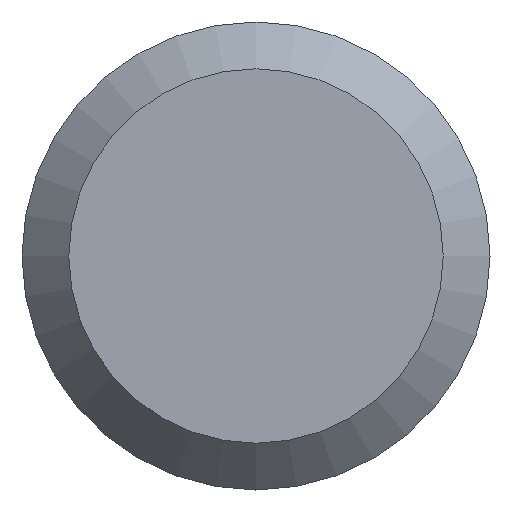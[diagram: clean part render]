
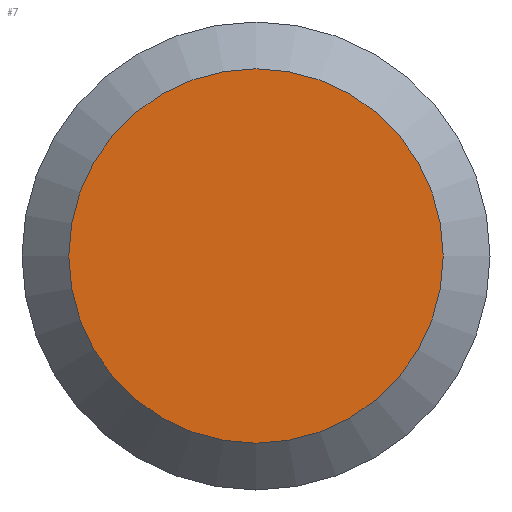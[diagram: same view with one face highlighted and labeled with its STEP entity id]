
A CAD part, left-side view. The second image highlights one B-rep face of the part: STEP entity #7.
In plain terms, the highlighted planar face has unit normal (-1, 0, 0).
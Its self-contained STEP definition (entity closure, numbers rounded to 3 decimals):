
#7 = ADVANCED_FACE ( 'NONE', ( #103 ), #34, .F. ) ;
#29 = AXIS2_PLACEMENT_3D ( 'NONE', #81, #93, #145 ) ;
#31 = CIRCLE ( 'NONE', #208, 0.8 ) ;
#34 = PLANE ( 'NONE',  #29 ) ;
#41 = ORIENTED_EDGE ( 'NONE', *, *, #73, .T. ) ;
#73 = EDGE_CURVE ( 'NONE', #194, #194, #31, .T. ) ;
#78 = CARTESIAN_POINT ( 'NONE',  ( 0., 0., 0. ) ) ;
#81 = CARTESIAN_POINT ( 'NONE',  ( 0., 1., 0. ) ) ;
#93 = DIRECTION ( 'NONE',  ( 1., 0., 0. ) ) ;
#94 = DIRECTION ( 'NONE',  ( 0., 0., -1. ) ) ;
#101 = CARTESIAN_POINT ( 'NONE',  ( 0., 0., -0.8 ) ) ;
#103 = FACE_OUTER_BOUND ( 'NONE', #212, .T. ) ;
#145 = DIRECTION ( 'NONE',  ( 0., 0., -1. ) ) ;
#184 = DIRECTION ( 'NONE',  ( -1., 0., 0. ) ) ;
#194 = VERTEX_POINT ( 'NONE', #101 ) ;
#208 = AXIS2_PLACEMENT_3D ( 'NONE', #78, #184, #94 ) ;
#212 = EDGE_LOOP ( 'NONE', ( #41 ) ) ;
